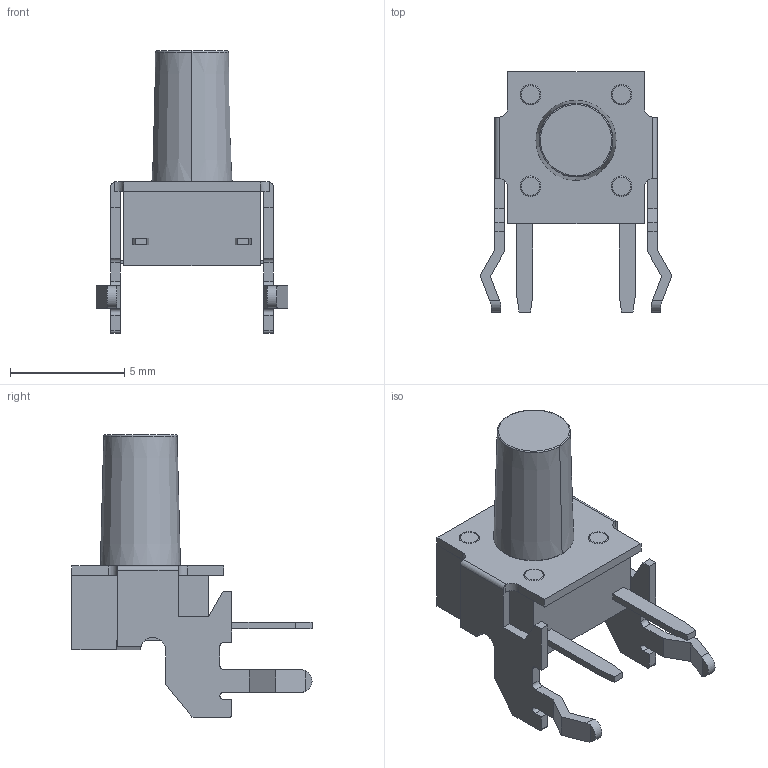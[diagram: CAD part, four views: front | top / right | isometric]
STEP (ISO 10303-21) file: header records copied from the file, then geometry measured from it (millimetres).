
FILE_DESCRIPTION (( 'STEP AP214' ), '1' );
FILE_NAME ('1-1825027-2.STEP', '2022-04-07T11:54:05', ( '' ), ( '' ), 'SwSTEP 2.0', 'SolidWorks 2018', '' );
FILE_SCHEMA (( 'AUTOMOTIVE_DESIGN' ));
Length unit declared in the file: millimetre
Products named in the file (1): 1-1825027-2
Bounding box: 8.41 x 10.52 x 12.36 mm (x, y, z)
Volume: 197.6 mm3; surface area: 447.8 mm2
Topology: 4 solids, 4 shells, 159 faces, 428 edges, 282 vertices
Faces by surface type: plane 109, cylinder 38, torus 10, cone 2
Entity records: 5696 total; most frequent: CARTESIAN_POINT 912, ORIENTED_EDGE 856, DIRECTION 834, EDGE_CURVE 428, VECTOR 314, LINE 314, VERTEX_POINT 282, AXIS2_PLACEMENT_3D 260
